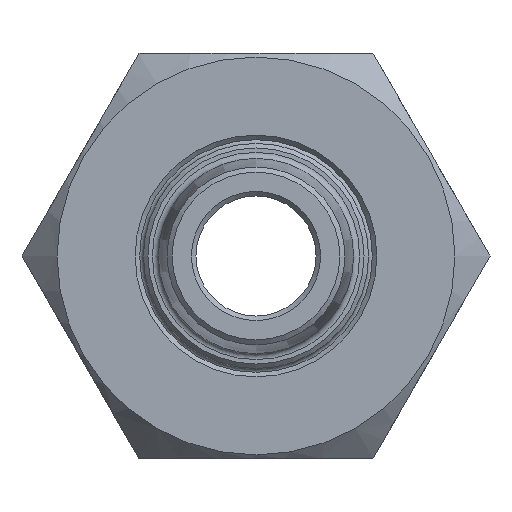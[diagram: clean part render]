
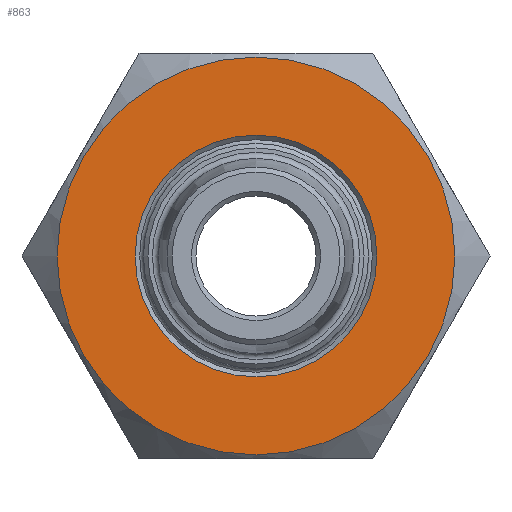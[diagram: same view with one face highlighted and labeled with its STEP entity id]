
A CAD part, left-side view. The second image highlights one B-rep face of the part: STEP entity #863.
In plain terms, the highlighted planar face has unit normal (-1, 0, 0).
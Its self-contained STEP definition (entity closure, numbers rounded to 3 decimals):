
#46=FACE_BOUND('',#154,.T.);
#69=PLANE('',#1005);
#94=FACE_OUTER_BOUND('',#153,.T.);
#153=EDGE_LOOP('',(#632));
#154=EDGE_LOOP('',(#633));
#302=CIRCLE('',#986,13.25);
#309=CIRCLE('',#1000,8.05);
#389=VERTEX_POINT('',#1494);
#395=VERTEX_POINT('',#1520);
#471=EDGE_CURVE('',#389,#389,#302,.T.);
#483=EDGE_CURVE('',#395,#395,#309,.T.);
#632=ORIENTED_EDGE('',*,*,#471,.T.);
#633=ORIENTED_EDGE('',*,*,#483,.F.);
#863=ADVANCED_FACE('',(#94,#46),#69,.T.);
#986=AXIS2_PLACEMENT_3D('',#1496,#1133,#1134);
#1000=AXIS2_PLACEMENT_3D('',#1521,#1166,#1167);
#1005=AXIS2_PLACEMENT_3D('',#1531,#1178,#1179);
#1133=DIRECTION('center_axis',(-1.,0.,0.));
#1134=DIRECTION('ref_axis',(0.,1.,0.));
#1166=DIRECTION('center_axis',(-1.,0.,0.));
#1167=DIRECTION('ref_axis',(0.,0.,-1.));
#1178=DIRECTION('center_axis',(-1.,0.,0.));
#1179=DIRECTION('ref_axis',(0.,0.,1.));
#1494=CARTESIAN_POINT('',(-13.5,-13.25,0.));
#1496=CARTESIAN_POINT('Origin',(-13.5,0.,0.));
#1520=CARTESIAN_POINT('',(-13.5,0.,8.05));
#1521=CARTESIAN_POINT('Origin',(-13.5,0.,0.));
#1531=CARTESIAN_POINT('Origin',(-13.5,0.,0.));
